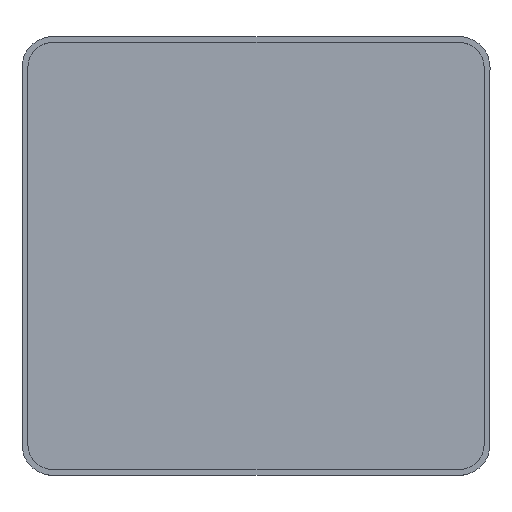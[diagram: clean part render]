
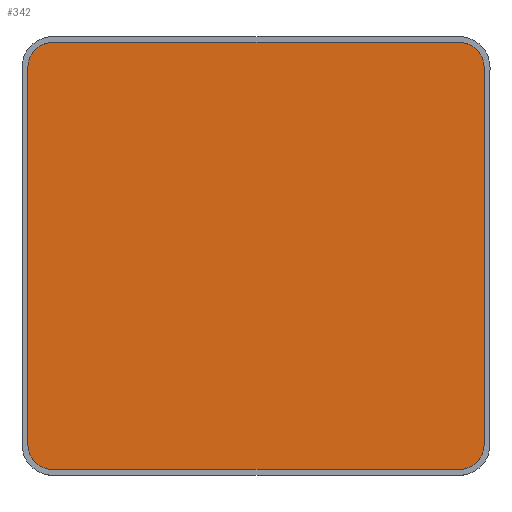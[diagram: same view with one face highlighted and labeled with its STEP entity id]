
A CAD part, top view. The second image highlights one B-rep face of the part: STEP entity #342.
In plain terms, the highlighted planar face has unit normal (0, 0, 1).
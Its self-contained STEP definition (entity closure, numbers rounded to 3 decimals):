
#20=CIRCLE('',#370,5.08);
#22=CIRCLE('',#374,5.08);
#24=CIRCLE('',#378,5.08);
#26=CIRCLE('',#382,5.08);
#52=FACE_OUTER_BOUND('',#71,.T.);
#71=EDGE_LOOP('',(#259,#260,#261,#262,#263,#264,#265,#266));
#83=LINE('',#517,#115);
#88=LINE('',#531,#120);
#92=LINE('',#543,#124);
#96=LINE('',#555,#128);
#115=VECTOR('',#410,10.);
#120=VECTOR('',#423,10.);
#124=VECTOR('',#435,10.);
#128=VECTOR('',#447,10.);
#147=VERTEX_POINT('',#515);
#148=VERTEX_POINT('',#516);
#151=VERTEX_POINT('',#524);
#153=VERTEX_POINT('',#530);
#155=VERTEX_POINT('',#536);
#157=VERTEX_POINT('',#542);
#159=VERTEX_POINT('',#548);
#161=VERTEX_POINT('',#554);
#179=EDGE_CURVE('',#147,#148,#83,.T.);
#183=EDGE_CURVE('',#151,#148,#20,.T.);
#186=EDGE_CURVE('',#151,#153,#88,.T.);
#189=EDGE_CURVE('',#155,#153,#22,.T.);
#192=EDGE_CURVE('',#155,#157,#92,.T.);
#195=EDGE_CURVE('',#159,#157,#24,.T.);
#198=EDGE_CURVE('',#159,#161,#96,.T.);
#201=EDGE_CURVE('',#147,#161,#26,.T.);
#259=ORIENTED_EDGE('',*,*,#201,.T.);
#260=ORIENTED_EDGE('',*,*,#198,.F.);
#261=ORIENTED_EDGE('',*,*,#195,.T.);
#262=ORIENTED_EDGE('',*,*,#192,.F.);
#263=ORIENTED_EDGE('',*,*,#189,.T.);
#264=ORIENTED_EDGE('',*,*,#186,.F.);
#265=ORIENTED_EDGE('',*,*,#183,.T.);
#266=ORIENTED_EDGE('',*,*,#179,.F.);
#327=PLANE('',#384);
#342=ADVANCED_FACE('',(#52),#327,.T.);
#370=AXIS2_PLACEMENT_3D('',#525,#416,#417);
#374=AXIS2_PLACEMENT_3D('',#537,#428,#429);
#378=AXIS2_PLACEMENT_3D('',#549,#440,#441);
#382=AXIS2_PLACEMENT_3D('',#560,#452,#453);
#384=AXIS2_PLACEMENT_3D('',#562,#456,#457);
#410=DIRECTION('',(1.,0.,0.));
#416=DIRECTION('center_axis',(0.,0.,1.));
#417=DIRECTION('ref_axis',(1.,0.,0.));
#423=DIRECTION('',(0.,-1.,0.));
#428=DIRECTION('center_axis',(0.,0.,1.));
#429=DIRECTION('ref_axis',(0.,-1.,0.));
#435=DIRECTION('',(-1.,0.,0.));
#440=DIRECTION('center_axis',(0.,0.,1.));
#441=DIRECTION('ref_axis',(-1.,0.,0.));
#447=DIRECTION('',(0.,1.,0.));
#452=DIRECTION('center_axis',(0.,0.,1.));
#453=DIRECTION('ref_axis',(0.,1.,0.));
#456=DIRECTION('center_axis',(0.,0.,1.));
#457=DIRECTION('ref_axis',(1.,0.,0.));
#515=CARTESIAN_POINT('',(5.08,87.757,0.));
#516=CARTESIAN_POINT('',(88.011,87.757,0.));
#517=CARTESIAN_POINT('',(5.08,87.757,0.));
#524=CARTESIAN_POINT('',(93.091,82.677,0.));
#525=CARTESIAN_POINT('Origin',(88.011,82.677,0.));
#530=CARTESIAN_POINT('',(93.091,5.715,0.));
#531=CARTESIAN_POINT('',(93.091,82.677,0.));
#536=CARTESIAN_POINT('',(88.011,0.635,0.));
#537=CARTESIAN_POINT('Origin',(88.011,5.715,0.));
#542=CARTESIAN_POINT('',(5.08,0.635,0.));
#543=CARTESIAN_POINT('',(88.011,0.635,0.));
#548=CARTESIAN_POINT('',(0.,5.715,0.));
#549=CARTESIAN_POINT('Origin',(5.08,5.715,0.));
#554=CARTESIAN_POINT('',(0.,82.677,0.));
#555=CARTESIAN_POINT('',(0.,5.715,0.));
#560=CARTESIAN_POINT('Origin',(5.08,82.677,0.));
#562=CARTESIAN_POINT('Origin',(46.546,44.196,0.));
